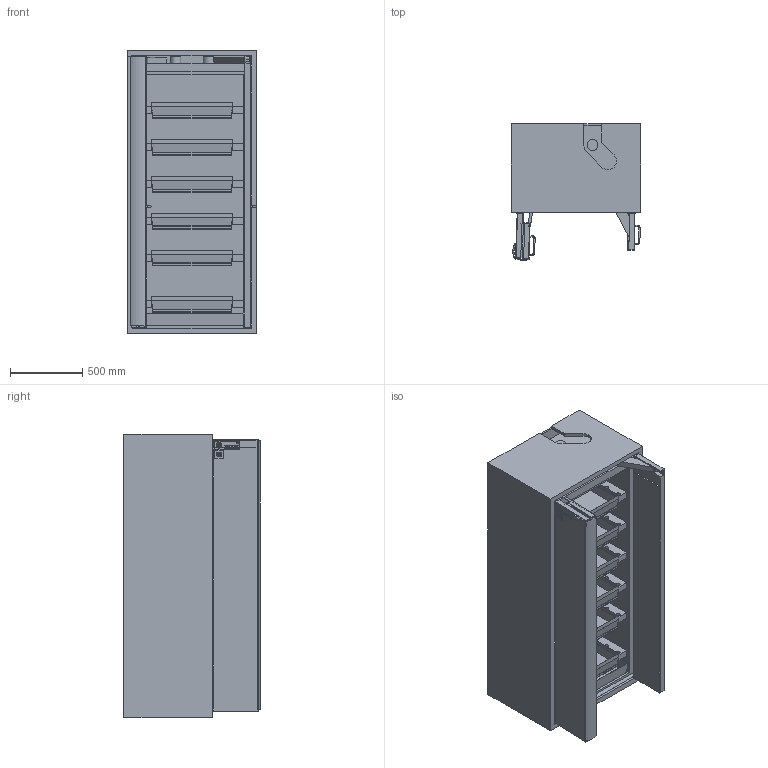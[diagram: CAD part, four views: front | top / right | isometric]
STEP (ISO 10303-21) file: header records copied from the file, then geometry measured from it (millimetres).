
FILE_DESCRIPTION(/* description */ (''),/* implementation_level */ '2;1');
FILE_NAME(/* name */ 'S90.196.090.FWAS_30207-001-30220_OD.stp',/* time_stamp */ '2017-03-02T16:23:08+01:00',/* author */ ('pproduktmanagement'),/* organization */ ('asecos® GmbH'),/* preprocessor_version */ 'ST-DEVELOPER v16.5',/* originating_system */ 'Autodesk Inventor 2017',/* authorisation */ '');
FILE_SCHEMA (('CONFIG_CONTROL_DESIGN','AUTOMOTIVE_DESIGN { 1 0 10303 214 3 1 1 }'));
Length unit declared in the file: millimetre
Products named in the file (2): S90.196.090.FWAS_30207-001-30220; S90.196.090.FWAS_30207-001-30220_OD
Assembly tree (1 placements, depth 2):
  S90.196.090.FWAS_30207-001-30220
    S90.196.090.FWAS_30207-001-30220_OD
Bounding box: 896.5 x 945.43 x 1968 mm (x, y, z)
Volume: 395452948.8 mm3; surface area: 24169050.5 mm2
Topology: 36 solids, 41 shells, 1137 faces, 2771 edges, 1798 vertices
Faces by surface type: plane 839, cylinder 159, bspline 135, torus 4
Full cylindrical faces by diameter (mm): 3.242 x1, 4 x1, 4.2 x1, 5 x10, 8 x3, 8.1 x2, 8.5 x2, 8.6 x2, 9.924 x1, 10.3 x6, 10.679 x2, 30 x60, 33.8 x1, 37.8 x1, 40 x1, 45 x3, 75 x2
Entity records: 34937 total; most frequent: CARTESIAN_POINT 7749, ORIENTED_EDGE 5368, DIRECTION 4740, EDGE_CURVE 2675, LINE 2080, VECTOR 2080, VERTEX_POINT 1797, EDGE_LOOP 1469
